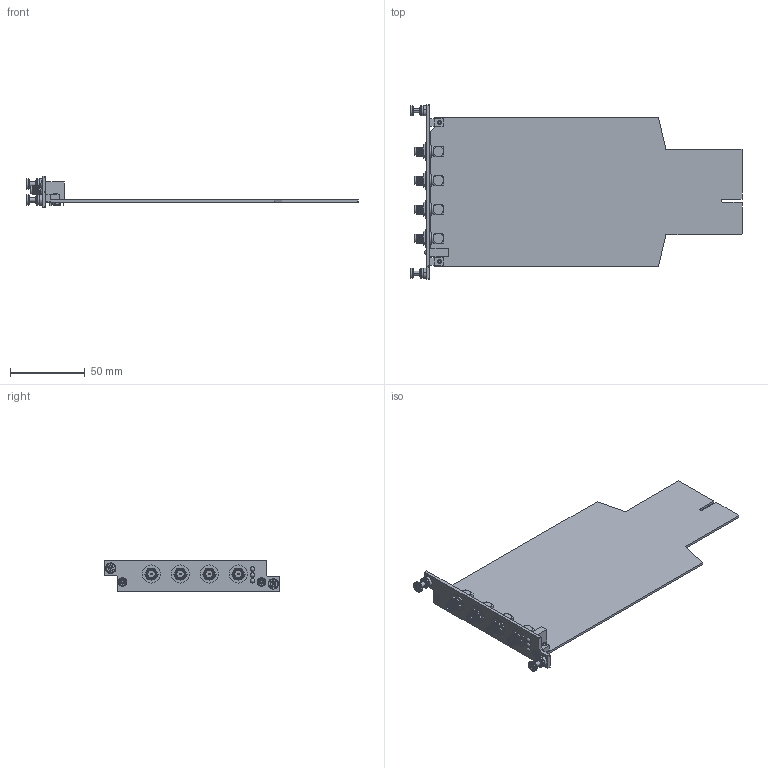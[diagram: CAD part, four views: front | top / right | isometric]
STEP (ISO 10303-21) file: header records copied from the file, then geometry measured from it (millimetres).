
FILE_DESCRIPTION(('FreeCAD Model'),'2;1');
FILE_NAME('Open CASCADE Shape Model','2023-03-24T09:36:29',(''),(''), 'Open CASCADE STEP processor 7.6','FreeCAD','Unknown');
FILE_SCHEMA(('AUTOMOTIVE_DESIGN { 1 0 10303 214 1 1 1 1 }'));
Length unit declared in the file: millimetre
Products named in the file (77): PCB001; Board; ME101; 6699793856; Extruded002; 6699793664; Extruded003; ME100; 6699793856001; 6699793664001; LED403; 6515156224; Cylinder; 6515156608; Sphere; 6515156992; Sphere001; 6515157376; Cylinder001; 6515157760; Cylinder002; 6515158144; Sphere002; 6515158528; Extruded004; 6515158720; Extruded010; 6515158720001; 6515158720002; 6515158720003; 6515158720004; 6515158720005; 6515158912; Extruded011; 2022-0116z; 2022-0116z_2022-0116z; PFHV_M3-0_PFHV_M3-0; KVT_PFHV_M3_011_KVT_PFHV_M3_014; KVT_PFHV_M3_012_KVT_PFHV_M3_015; PFHV_M3-0_PFHV_M3-001 ...
Assembly tree (109 placements, depth 6):
  PCB001
    Board
    ME101
      6699793856
        Extruded002
      6699793664
        Extruded003
    ME100
      6699793856001
        Extruded002
      6699793664001
        Extruded003
    LED403
      6515156224
        Cylinder
      6515156608
        Sphere
      6515156992
        Sphere001
      6515157376
        Cylinder001
      6515157760
        Cylinder002
      6515158144
        Sphere002
      6515158528
        Extruded004
      6515158720
        Extruded010
      6515158720001
        Extruded010
      6515158720002
        Extruded010
      6515158720003
        Extruded010
      6515158720004
        Extruded010
      6515158720005
        Extruded010
      6515158912
        Extruded011
    2022-0116z
      2022-0116z_2022-0116z
      PFHV_M3-0_PFHV_M3-0
        KVT_PFHV_M3_011_KVT_PFHV_M3_014
        KVT_PFHV_M3_012_KVT_PFHV_M3_015
      PFHV_M3-0_PFHV_M3-001
        KVT_PFHV_M3_011_KVT_PFHV_M3_014
        KVT_PFHV_M3_012_KVT_PFHV_M3_015
    ME107
      US200250
    ME106
      US200251
    ME105
      SC01025052
    ME104
      SC01025053
    ME102
      10172006001
    ME103
Bounding box: 222.13 x 117 x 21 mm (x, y, z)
Volume: 37554.9 mm3; surface area: 51592.4 mm2
Topology: 62 solids, 64 shells, 1262 faces, 3130 edges, 2036 vertices
Faces by surface type: plane 547, cylinder 410, bspline 180, cone 110, torus 12, sphere 3
Full cylindrical faces by diameter (mm): 0.195 x2, 0.8 x6, 1.5 x4, 1.7 x16, 2.224 x4, 2.5 x4, 2.6 x2, 2.7 x2, 2.9 x3, 4.7 x2, 6.6 x4, 7.9 x8, 12.1 x4
Entity records: 69874 total; most frequent: CARTESIAN_POINT 39764, DIRECTION 5167, LINE 2933, VECTOR 2933, ORIENTED_EDGE 2844, PCURVE 2844, DEFINITIONAL_REPRESENTATION 2844, EDGE_CURVE 1422
